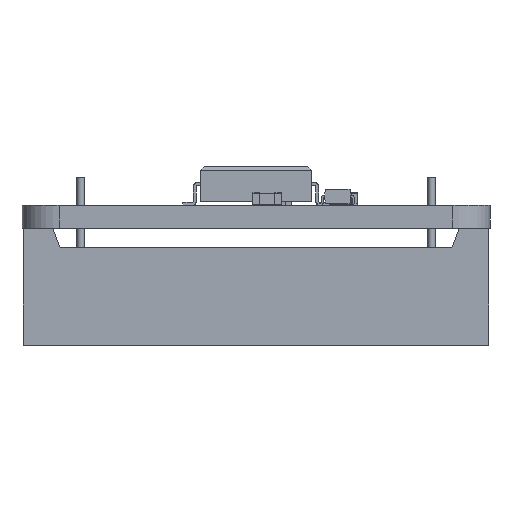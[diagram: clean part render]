
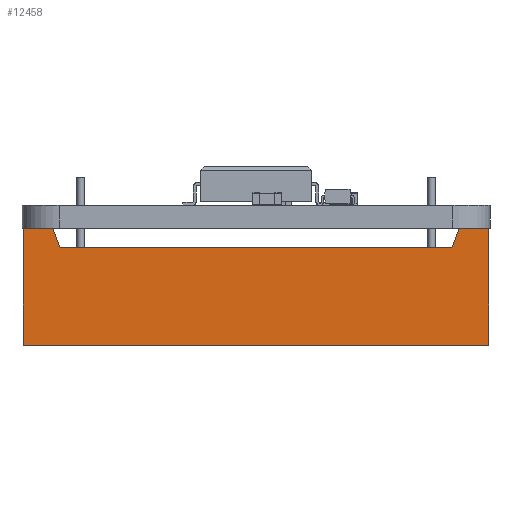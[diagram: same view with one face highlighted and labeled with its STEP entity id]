
A CAD part, left-side view. The second image highlights one B-rep face of the part: STEP entity #12458.
In plain terms, the highlighted face is planar.
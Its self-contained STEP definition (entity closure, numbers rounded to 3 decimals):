
#285=PLANE('',#13484);
#833=FACE_OUTER_BOUND('',#1708,.T.);
#1708=EDGE_LOOP('',(#8794,#8795,#8796,#8797,#8798,#8799,#8800,#8801));
#2409=LINE('',#18487,#3613);
#2478=LINE('',#18881,#3682);
#2482=LINE('',#18890,#3686);
#2504=LINE('',#18932,#3708);
#2505=LINE('',#18936,#3709);
#2506=LINE('',#18937,#3710);
#2507=LINE('',#18938,#3711);
#2508=LINE('',#18939,#3712);
#3613=VECTOR('',#14769,10.);
#3682=VECTOR('',#15224,2.);
#3686=VECTOR('',#15230,2.);
#3708=VECTOR('',#15260,0.1);
#3709=VECTOR('',#15263,26.8);
#3710=VECTOR('',#15264,1.393);
#3711=VECTOR('',#15265,0.1);
#3712=VECTOR('',#15266,1.393);
#5392=VERTEX_POINT('',#18480);
#5395=VERTEX_POINT('',#18485);
#5524=VERTEX_POINT('',#18873);
#5527=VERTEX_POINT('',#18879);
#5530=VERTEX_POINT('',#18887);
#5531=VERTEX_POINT('',#18889);
#5548=VERTEX_POINT('',#18934);
#5549=VERTEX_POINT('',#18935);
#6571=EDGE_CURVE('',#5395,#5392,#2409,.T.);
#6768=EDGE_CURVE('',#5527,#5524,#2478,.T.);
#6772=EDGE_CURVE('',#5530,#5531,#2482,.T.);
#6794=EDGE_CURVE('',#5530,#5392,#2504,.T.);
#6795=EDGE_CURVE('',#5548,#5549,#2505,.T.);
#6796=EDGE_CURVE('',#5548,#5531,#2506,.T.);
#6797=EDGE_CURVE('',#5524,#5395,#2507,.T.);
#6798=EDGE_CURVE('',#5549,#5527,#2508,.T.);
#8794=ORIENTED_EDGE('',*,*,#6795,.F.);
#8795=ORIENTED_EDGE('',*,*,#6796,.T.);
#8796=ORIENTED_EDGE('',*,*,#6772,.F.);
#8797=ORIENTED_EDGE('',*,*,#6794,.T.);
#8798=ORIENTED_EDGE('',*,*,#6571,.F.);
#8799=ORIENTED_EDGE('',*,*,#6797,.F.);
#8800=ORIENTED_EDGE('',*,*,#6768,.F.);
#8801=ORIENTED_EDGE('',*,*,#6798,.F.);
#12458=ADVANCED_FACE('',(#833),#285,.F.);
#13484=AXIS2_PLACEMENT_3D('',#18933,#15261,#15262);
#14769=DIRECTION('',(0.,1.,0.));
#15224=DIRECTION('',(0.,-1.,0.));
#15230=DIRECTION('',(0.,-1.,0.));
#15260=DIRECTION('',(0.,0.,1.));
#15261=DIRECTION('center_axis',(-1.,0.,0.));
#15262=DIRECTION('ref_axis',(0.,-1.,0.));
#15263=DIRECTION('',(0.,-1.,0.));
#15264=DIRECTION('',(0.,0.359,-0.933));
#15265=DIRECTION('',(0.,0.,1.));
#15266=DIRECTION('',(0.,-0.359,-0.933));
#18480=CARTESIAN_POINT('',(15.9,15.9,8.));
#18485=CARTESIAN_POINT('',(15.9,-15.9,8.));
#18487=CARTESIAN_POINT('',(15.9,0.,8.));
#18873=CARTESIAN_POINT('',(15.9,-15.9,0.));
#18879=CARTESIAN_POINT('',(15.9,-13.9,0.));
#18881=CARTESIAN_POINT('',(15.9,-13.9,0.));
#18887=CARTESIAN_POINT('',(15.9,15.9,0.));
#18889=CARTESIAN_POINT('',(15.9,13.9,0.));
#18890=CARTESIAN_POINT('',(15.9,15.9,0.));
#18932=CARTESIAN_POINT('',(15.9,15.9,6.9));
#18933=CARTESIAN_POINT('Origin',(15.9,-15.9,0.));
#18934=CARTESIAN_POINT('',(15.9,13.4,1.3));
#18935=CARTESIAN_POINT('',(15.9,-13.4,1.3));
#18936=CARTESIAN_POINT('',(15.9,13.4,1.3));
#18937=CARTESIAN_POINT('',(15.9,13.4,1.3));
#18938=CARTESIAN_POINT('',(15.9,-15.9,6.9));
#18939=CARTESIAN_POINT('',(15.9,-13.4,1.3));
